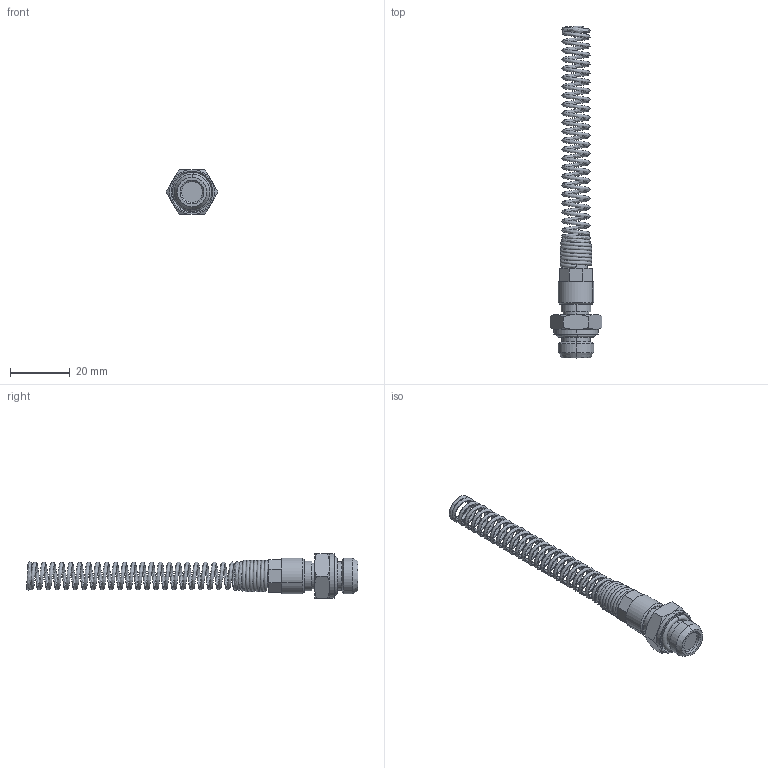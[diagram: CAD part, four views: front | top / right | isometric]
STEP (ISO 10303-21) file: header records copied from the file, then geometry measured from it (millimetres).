
FILE_DESCRIPTION (( 'STEP AP214' ), '1' );
FILE_NAME ('0102900002.step', '2012-09-28T13:20:57', ( '' ), ( '' ), 'SwSTEP 2.0', 'SolidWorks 2012', '' );
FILE_SCHEMA (( 'AUTOMOTIVE_DESIGN' ));
Length unit declared in the file: millimetre
Products named in the file (1): 0102900002
Bounding box: 17.32 x 111 x 15 mm (x, y, z)
Volume: 5179.2 mm3; surface area: 6484.4 mm2
Topology: 4 solids, 4 shells, 120 faces, 256 edges, 151 vertices
Faces by surface type: cone 42, cylinder 32, plane 29, torus 10, bspline 7
Entity records: 21147 total; most frequent: CARTESIAN_POINT 17356, DIRECTION 515, ORIENTED_EDGE 512, EDGE_CURVE 256, AXIS2_PLACEMENT_3D 220, VERTEX_POINT 151, EDGE_LOOP 131, FACE_OUTER_BOUND 120
